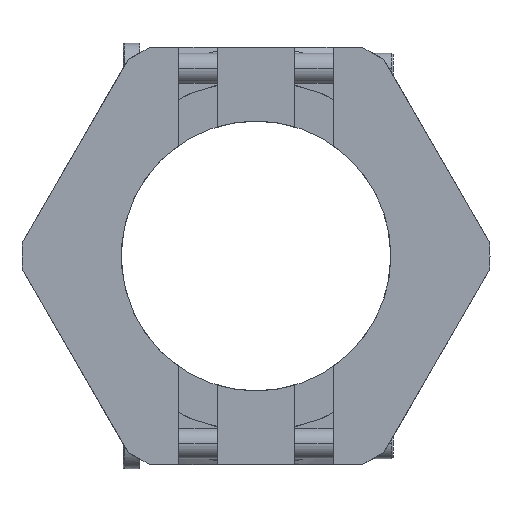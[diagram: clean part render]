
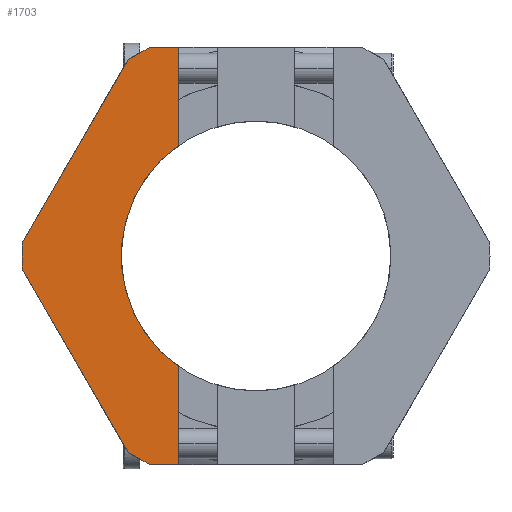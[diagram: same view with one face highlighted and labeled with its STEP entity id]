
A CAD part, left-side view. The second image highlights one B-rep face of the part: STEP entity #1703.
In plain terms, the highlighted planar face has unit normal (-1, 0, 0).
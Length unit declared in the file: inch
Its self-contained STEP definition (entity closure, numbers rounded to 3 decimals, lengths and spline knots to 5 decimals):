
#1693 = VERTEX_POINT ( 'NONE', #6400 ) ;
#1694 = ORIENTED_EDGE ( 'NONE', *, *, #1754, .T. ) ;
#1703 = ADVANCED_FACE ( 'NONE', ( #6441 ), #6440, .F. ) ;
#1704 = EDGE_LOOP ( 'NONE', ( #1705, #1709, #1770, #1773, #1776, #1779, #1694, #1756, #1759, #1762 ) ) ;
#1705 = ORIENTED_EDGE ( 'NONE', *, *, #1706, .T. ) ;
#1706 = EDGE_CURVE ( 'NONE', #1707, #1708, #6435, .T. ) ;
#1707 = VERTEX_POINT ( 'NONE', #6431 ) ;
#1708 = VERTEX_POINT ( 'NONE', #6430 ) ;
#1709 = ORIENTED_EDGE ( 'NONE', *, *, #1768, .F. ) ;
#1754 = EDGE_CURVE ( 'NONE', #1693, #1755, #6543, .T. ) ;
#1755 = VERTEX_POINT ( 'NONE', #6539 ) ;
#1756 = ORIENTED_EDGE ( 'NONE', *, *, #1757, .T. ) ;
#1757 = EDGE_CURVE ( 'NONE', #1755, #1758, #6538, .T. ) ;
#1758 = VERTEX_POINT ( 'NONE', #6533 ) ;
#1759 = ORIENTED_EDGE ( 'NONE', *, *, #1760, .T. ) ;
#1760 = EDGE_CURVE ( 'NONE', #1758, #1761, #6532, .T. ) ;
#1761 = VERTEX_POINT ( 'NONE', #6528 ) ;
#1762 = ORIENTED_EDGE ( 'NONE', *, *, #1763, .T. ) ;
#1763 = EDGE_CURVE ( 'NONE', #1761, #1707, #6526, .T. ) ;
#1768 = EDGE_CURVE ( 'NONE', #1769, #1708, #6580, .T. ) ;
#1769 = VERTEX_POINT ( 'NONE', #6576 ) ;
#1770 = ORIENTED_EDGE ( 'NONE', *, *, #1771, .F. ) ;
#1771 = EDGE_CURVE ( 'NONE', #1772, #1769, #6575, .T. ) ;
#1772 = VERTEX_POINT ( 'NONE', #6570 ) ;
#1773 = ORIENTED_EDGE ( 'NONE', *, *, #1774, .F. ) ;
#1774 = EDGE_CURVE ( 'NONE', #1775, #1772, #6569, .T. ) ;
#1775 = VERTEX_POINT ( 'NONE', #6565 ) ;
#1776 = ORIENTED_EDGE ( 'NONE', *, *, #1777, .T. ) ;
#1777 = EDGE_CURVE ( 'NONE', #1775, #1778, #6564, .T. ) ;
#1778 = VERTEX_POINT ( 'NONE', #6560 ) ;
#1779 = ORIENTED_EDGE ( 'NONE', *, *, #1780, .T. ) ;
#1780 = EDGE_CURVE ( 'NONE', #1778, #1693, #6559, .T. ) ;
#6400 = CARTESIAN_POINT ( 'NONE',  ( -1.48575, 0.82254, 1.25532 ) ) ;
#6430 = CARTESIAN_POINT ( 'NONE',  ( -1.48575, 0.496, -1.34 ) ) ;
#6431 = CARTESIAN_POINT ( 'NONE',  ( -1.48575, 0.67587, -1.34 ) ) ;
#6432 = DIRECTION ( 'NONE',  ( 0., -1., 0. ) ) ;
#6433 = VECTOR ( 'NONE', #6432, 39.37008 ) ;
#6434 = CARTESIAN_POINT ( 'NONE',  ( -1.48575, -0.67587, -1.34 ) ) ;
#6435 = LINE ( 'NONE', #6434, #6433 ) ;
#6436 = DIRECTION ( 'NONE',  ( 0., 1., 0. ) ) ;
#6437 = DIRECTION ( 'NONE',  ( 1., 0., 0. ) ) ;
#6438 = CARTESIAN_POINT ( 'NONE',  ( -1.48575, 0.865, 0. ) ) ;
#6439 = AXIS2_PLACEMENT_3D ( 'NONE', #6438, #6437, #6436 ) ;
#6440 = PLANE ( 'NONE',  #6439 ) ;
#6441 = FACE_OUTER_BOUND ( 'NONE', #1704, .T. ) ;
#6522 = DIRECTION ( 'NONE',  ( 0., -1., 0. ) ) ;
#6523 = DIRECTION ( 'NONE',  ( -1., 0., 0. ) ) ;
#6524 = CARTESIAN_POINT ( 'NONE',  ( -1.48575, 0., 0. ) ) ;
#6525 = AXIS2_PLACEMENT_3D ( 'NONE', #6524, #6523, #6522 ) ;
#6526 = CIRCLE ( 'NONE', #6525, 1.5008 ) ;
#6528 = CARTESIAN_POINT ( 'NONE',  ( -1.48575, 0.82254, -1.25532 ) ) ;
#6529 = DIRECTION ( 'NONE',  ( 0., -0.5, -0.866 ) ) ;
#6530 = VECTOR ( 'NONE', #6529, 39.37008 ) ;
#6531 = CARTESIAN_POINT ( 'NONE',  ( -1.48575, 0.82254, -1.25532 ) ) ;
#6532 = LINE ( 'NONE', #6531, #6530 ) ;
#6533 = CARTESIAN_POINT ( 'NONE',  ( -1.48575, 1.49841, -0.08468 ) ) ;
#6534 = DIRECTION ( 'NONE',  ( 0., -1., 0. ) ) ;
#6535 = DIRECTION ( 'NONE',  ( -1., 0., 0. ) ) ;
#6536 = CARTESIAN_POINT ( 'NONE',  ( -1.48575, 0., 0. ) ) ;
#6537 = AXIS2_PLACEMENT_3D ( 'NONE', #6536, #6535, #6534 ) ;
#6538 = CIRCLE ( 'NONE', #6537, 1.5008 ) ;
#6539 = CARTESIAN_POINT ( 'NONE',  ( -1.48575, 1.49841, 0.08468 ) ) ;
#6540 = DIRECTION ( 'NONE',  ( 0., 0.5, -0.866 ) ) ;
#6541 = VECTOR ( 'NONE', #6540, 39.37008 ) ;
#6542 = CARTESIAN_POINT ( 'NONE',  ( -1.48575, 1.49841, 0.08468 ) ) ;
#6543 = LINE ( 'NONE', #6542, #6541 ) ;
#6556 = DIRECTION ( 'NONE',  ( -1., 0., 0. ) ) ;
#6557 = CARTESIAN_POINT ( 'NONE',  ( -1.48575, 0., 0. ) ) ;
#6558 = AXIS2_PLACEMENT_3D ( 'NONE', #6557, #6556, #6615 ) ;
#6559 = CIRCLE ( 'NONE', #6558, 1.5008 ) ;
#6560 = CARTESIAN_POINT ( 'NONE',  ( -1.48575, 0.67587, 1.34 ) ) ;
#6561 = DIRECTION ( 'NONE',  ( 0., 1., 0. ) ) ;
#6562 = VECTOR ( 'NONE', #6561, 39.37008 ) ;
#6563 = CARTESIAN_POINT ( 'NONE',  ( -1.48575, 0.67587, 1.34 ) ) ;
#6564 = LINE ( 'NONE', #6563, #6562 ) ;
#6565 = CARTESIAN_POINT ( 'NONE',  ( -1.48575, 0.496, 1.34 ) ) ;
#6566 = DIRECTION ( 'NONE',  ( 0., 0., -1. ) ) ;
#6567 = VECTOR ( 'NONE', #6566, 39.37008 ) ;
#6568 = CARTESIAN_POINT ( 'NONE',  ( -1.48575, 0.496, -1.34 ) ) ;
#6569 = LINE ( 'NONE', #6568, #6567 ) ;
#6570 = CARTESIAN_POINT ( 'NONE',  ( -1.48575, 0.496, 0.70867 ) ) ;
#6571 = DIRECTION ( 'NONE',  ( 0., -1., 0. ) ) ;
#6572 = DIRECTION ( 'NONE',  ( -1., 0., 0. ) ) ;
#6573 = CARTESIAN_POINT ( 'NONE',  ( -1.48575, 0., 0. ) ) ;
#6574 = AXIS2_PLACEMENT_3D ( 'NONE', #6573, #6572, #6571 ) ;
#6575 = CIRCLE ( 'NONE', #6574, 0.865 ) ;
#6576 = CARTESIAN_POINT ( 'NONE',  ( -1.48575, 0.496, -0.70867 ) ) ;
#6577 = DIRECTION ( 'NONE',  ( 0., 0., -1. ) ) ;
#6578 = VECTOR ( 'NONE', #6577, 39.37008 ) ;
#6579 = CARTESIAN_POINT ( 'NONE',  ( -1.48575, 0.496, -1.34 ) ) ;
#6580 = LINE ( 'NONE', #6579, #6578 ) ;
#6615 = DIRECTION ( 'NONE',  ( 0., -1., 0. ) ) ;
